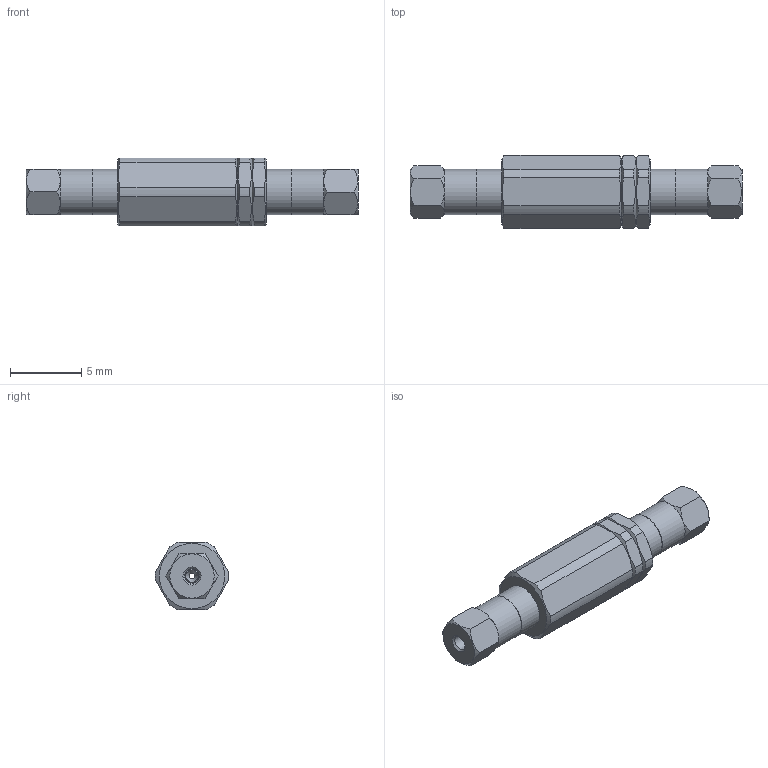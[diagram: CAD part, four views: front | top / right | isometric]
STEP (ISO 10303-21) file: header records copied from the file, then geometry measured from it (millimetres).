
FILE_DESCRIPTION((''),'2;1');
FILE_NAME('305285.stp','2014-08-07T11:36:36',('Franzp'),(''),'Autodesk Inventor 2013','Autodesk Inventor 2013','');
FILE_SCHEMA(('AUTOMOTIVE_DESIGN { 1 0 10303 214 1 1 1 1 }'));
Length unit declared in the file: millimetre
Products named in the file (1): 305285_Shrinkwrap_1
Bounding box: 23.36 x 5.15 x 4.76 mm (x, y, z)
Surface area: 409.2 mm2 (no closed solid volume)
Topology: 0 solids, 7 shells, 88 faces, 228 edges, 146 vertices
Faces by surface type: plane 36, cone 26, cylinder 24, torus 2
Full cylindrical faces by diameter (mm): 1.016 x2, 3.175 x4
Entity records: 2592 total; most frequent: CARTESIAN_POINT 569, DIRECTION 382, ORIENTED_EDGE 382, EDGE_CURVE 198, AXIS2_PLACEMENT_3D 167, VERTEX_POINT 138, EDGE_LOOP 116, FACE_OUTER_BOUND 88
